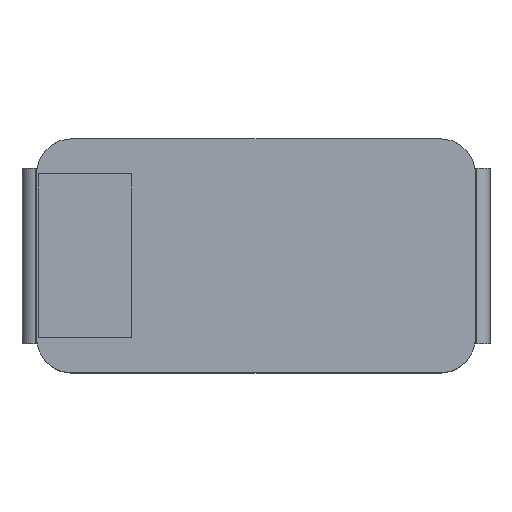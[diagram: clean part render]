
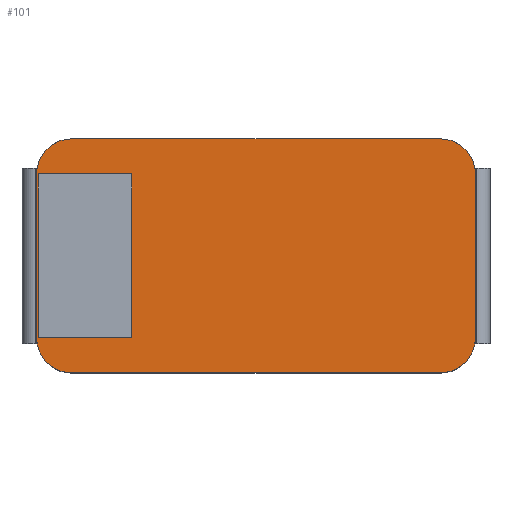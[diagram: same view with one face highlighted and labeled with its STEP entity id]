
A CAD part, top view. The second image highlights one B-rep face of the part: STEP entity #101.
In plain terms, the highlighted planar face has unit normal (0, 0, 1).
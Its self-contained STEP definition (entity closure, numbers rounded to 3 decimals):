
#13=DIRECTION('',(0.,0.,1.));
#14=DIRECTION('',(1.,0.,0.));
#22=VERTEX_POINT('',#23);
#23=CARTESIAN_POINT('',(-1.49,-0.56,1.3));
#29=ORIENTED_EDGE('',*,*,#30,.T.);
#30=EDGE_CURVE('',#22,#31,#33,.T.);
#31=VERTEX_POINT('',#32);
#32=CARTESIAN_POINT('',(-1.49,0.56,1.3));
#33=LINE('',#34,#35);
#34=CARTESIAN_POINT('',(-1.49,-0.28,1.3));
#35=VECTOR('',#36,1.);
#36=DIRECTION('',(0.,1.,0.));
#53=VERTEX_POINT('',#54);
#54=CARTESIAN_POINT('',(-0.85,-0.56,1.3));
#59=ORIENTED_EDGE('',*,*,#60,.T.);
#60=EDGE_CURVE('',#53,#22,#61,.T.);
#61=LINE('',#62,#63);
#62=CARTESIAN_POINT('',(0.005,-0.56,1.3));
#63=VECTOR('',#64,1.);
#64=DIRECTION('',(-1.,0.,0.));
#69=VECTOR('',#14,1.);
#90=VERTEX_POINT('',#91);
#91=CARTESIAN_POINT('',(-0.85,0.56,1.3));
#95=EDGE_CURVE('',#90,#31,#96,.T.);
#96=LINE('',#97,#63);
#97=CARTESIAN_POINT('',(0.005,0.56,1.3));
#101=ADVANCED_FACE('',(#102,#158),#165,.T.);
#102=FACE_BOUND('',#103,.T.);
#103=EDGE_LOOP('',(#104,#114,#122,#128,#135,#140,#147,#153));
#104=ORIENTED_EDGE('',*,*,#105,.F.);
#105=EDGE_CURVE('',#106,#108,#110,.T.);
#106=VERTEX_POINT('',#107);
#107=CARTESIAN_POINT('',(1.5,0.56,1.3));
#108=VERTEX_POINT('',#109);
#109=CARTESIAN_POINT('',(1.5,-0.56,1.3));
#110=LINE('',#111,#112);
#111=CARTESIAN_POINT('',(1.5,0.8,1.3));
#112=VECTOR('',#113,1.);
#113=DIRECTION('',(0.,-1.,0.));
#114=ORIENTED_EDGE('',*,*,#115,.F.);
#115=EDGE_CURVE('',#116,#106,#118,.T.);
#116=VERTEX_POINT('',#117);
#117=CARTESIAN_POINT('',(1.26,0.8,1.3));
#118=CIRCLE('',#119,0.24);
#119=AXIS2_PLACEMENT_3D('',#120,#121,#113);
#120=CARTESIAN_POINT('',(1.26,0.56,1.3));
#121=DIRECTION('',(0.,0.,-1.));
#122=ORIENTED_EDGE('',*,*,#123,.F.);
#123=EDGE_CURVE('',#124,#116,#126,.T.);
#124=VERTEX_POINT('',#125);
#125=CARTESIAN_POINT('',(-1.26,0.8,1.3));
#126=LINE('',#127,#69);
#127=CARTESIAN_POINT('',(-1.5,0.8,1.3));
#128=ORIENTED_EDGE('',*,*,#129,.T.);
#129=EDGE_CURVE('',#124,#130,#132,.T.);
#130=VERTEX_POINT('',#131);
#131=CARTESIAN_POINT('',(-1.5,0.56,1.3));
#132=CIRCLE('',#133,0.24);
#133=AXIS2_PLACEMENT_3D('',#134,#13,#113);
#134=CARTESIAN_POINT('',(-1.26,0.56,1.3));
#135=ORIENTED_EDGE('',*,*,#136,.T.);
#136=EDGE_CURVE('',#130,#137,#139,.T.);
#137=VERTEX_POINT('',#138);
#138=CARTESIAN_POINT('',(-1.5,-0.56,1.3));
#139=LINE('',#127,#112);
#140=ORIENTED_EDGE('',*,*,#141,.F.);
#141=EDGE_CURVE('',#142,#137,#144,.T.);
#142=VERTEX_POINT('',#143);
#143=CARTESIAN_POINT('',(-1.26,-0.8,1.3));
#144=CIRCLE('',#145,0.24);
#145=AXIS2_PLACEMENT_3D('',#146,#121,#113);
#146=CARTESIAN_POINT('',(-1.26,-0.56,1.3));
#147=ORIENTED_EDGE('',*,*,#148,.F.);
#148=EDGE_CURVE('',#149,#142,#151,.T.);
#149=VERTEX_POINT('',#150);
#150=CARTESIAN_POINT('',(1.26,-0.8,1.3));
#151=LINE('',#152,#63);
#152=CARTESIAN_POINT('',(1.5,-0.8,1.3));
#153=ORIENTED_EDGE('',*,*,#154,.T.);
#154=EDGE_CURVE('',#149,#108,#155,.T.);
#155=CIRCLE('',#156,0.24);
#156=AXIS2_PLACEMENT_3D('',#157,#13,#113);
#157=CARTESIAN_POINT('',(1.26,-0.56,1.3));
#158=FACE_BOUND('',#159,.T.);
#159=EDGE_LOOP('',(#59,#29,#160,#161));
#160=ORIENTED_EDGE('',*,*,#95,.F.);
#161=ORIENTED_EDGE('',*,*,#162,.F.);
#162=EDGE_CURVE('',#53,#90,#163,.T.);
#163=LINE('',#164,#35);
#164=CARTESIAN_POINT('',(-0.85,-0.28,1.3));
#165=PLANE('',#166);
#166=AXIS2_PLACEMENT_3D('',#167,#13,#64);
#167=CARTESIAN_POINT('',(1.5,0.,1.3));
